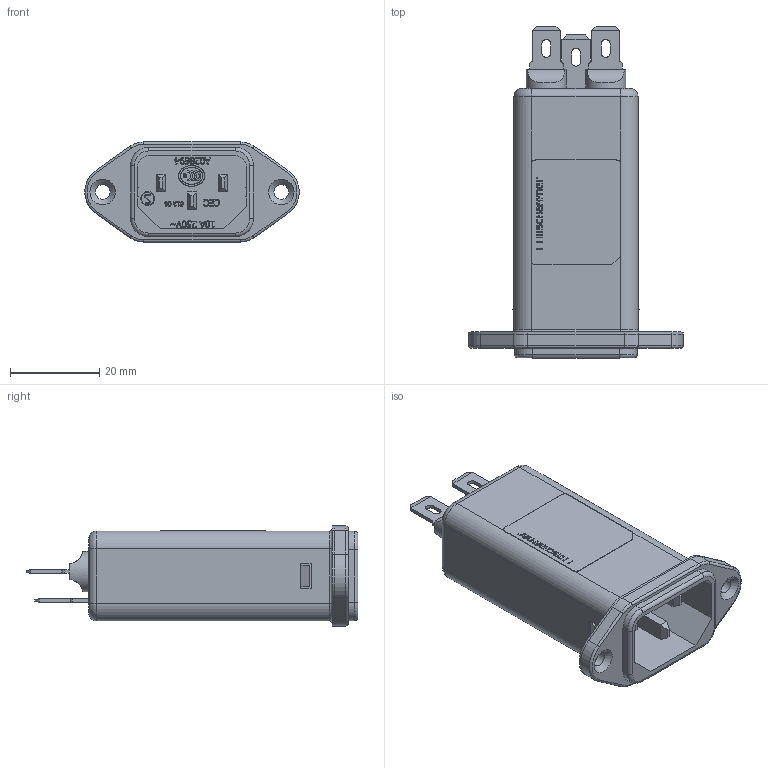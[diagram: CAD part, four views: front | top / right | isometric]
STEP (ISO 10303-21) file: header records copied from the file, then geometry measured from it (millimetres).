
FILE_DESCRIPTION(/* description */ (''),/* implementation_level */ '2;1');
FILE_NAME(/* name */ '193002_IPT_000.ipt.stp',/* time_stamp */ '2018-07-02T11:51:38+07:00',/* author */ ('Eakchai.Yodchai'),/* organization */ ('Schaffner Thailand Ltd.'),/* preprocessor_version */ 'ST-DEVELOPER v16.5',/* originating_system */ 'Autodesk Inventor 2017',/* authorisation */ '');
FILE_SCHEMA (('AUTOMOTIVE_DESIGN { 1 0 10303 214 3 1 1 }'));
Products named in the file (1): 817777
Bounding box: 47.95 x 74.3 x 22.4 mm (x, y, z)
Volume: 11268 mm3; surface area: 26987.7 mm2
Topology: 1 solids, 1 shells, 1919 faces, 5376 edges, 3522 vertices
Faces by surface type: plane 1389, bspline 313, cylinder 185, torus 30, cone 2
Full cylindrical faces by diameter (mm): 2.835 x1, 3.15 x1, 3.3 x2, 4 x2, 9 x2, 9.5 x2
Entity records: 65229 total; most frequent: CARTESIAN_POINT 15602, ORIENTED_EDGE 10720, DIRECTION 8367, EDGE_CURVE 5360, LINE 4299, VECTOR 4299, VERTEX_POINT 3518, EDGE_LOOP 2068
